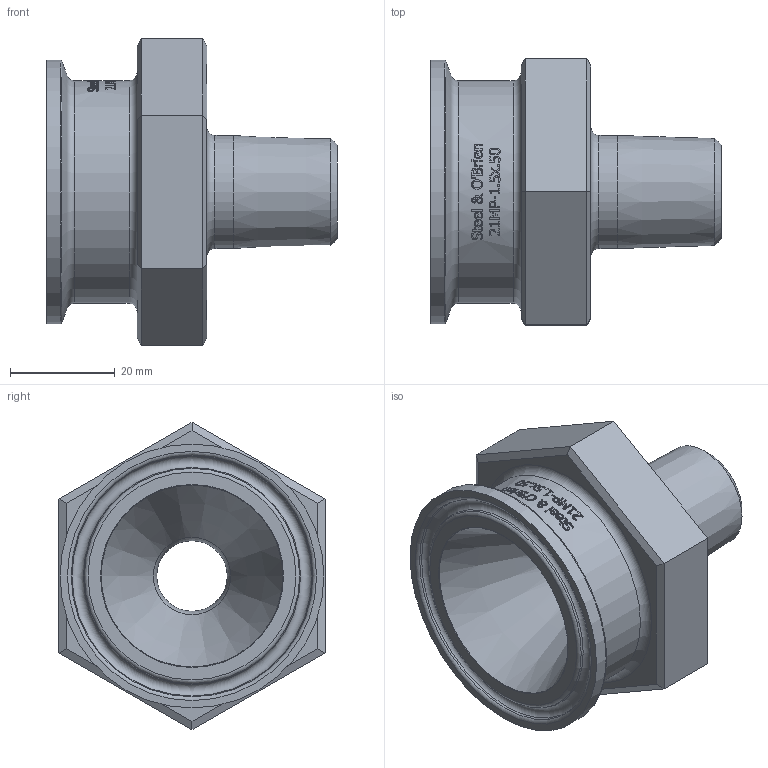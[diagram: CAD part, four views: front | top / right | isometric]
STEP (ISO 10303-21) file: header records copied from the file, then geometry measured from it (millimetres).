
FILE_DESCRIPTION(/* description */ (''),/* implementation_level */ '2;1');
FILE_NAME(/* name */ '21MP-1.5X.50.stp',/* time_stamp */ '2019-01-31T09:16:47-05:00',/* author */ ('rick'),/* organization */ (''),/* preprocessor_version */ 'ST-DEVELOPER v15.2',/* originating_system */ 'Autodesk Inventor 2014',/* authorisation */ '');
FILE_SCHEMA (('AUTOMOTIVE_DESIGN { 1 0 10303 214 3 1 1 }'));
Length unit declared in the file: inch
Products named in the file (1): AAV01540
Bounding box: 55.55 x 50.8 x 58.66 mm (x, y, z)
Volume: 49133.2 mm3; surface area: 13757.3 mm2
Topology: 1 solids, 1 shells, 422 faces, 1115 edges, 734 vertices
Faces by surface type: plane 188, bspline 178, cylinder 40, torus 10, cone 6
Full cylindrical faces by diameter (mm): 13.462 x1, 21.582 x1, 42.57 x1, 50.394 x1
Entity records: 16244 total; most frequent: CARTESIAN_POINT 6828, ORIENTED_EDGE 2190, DIRECTION 1445, EDGE_CURVE 1095, VERTEX_POINT 734, LINE 523, VECTOR 523, EDGE_LOOP 483
